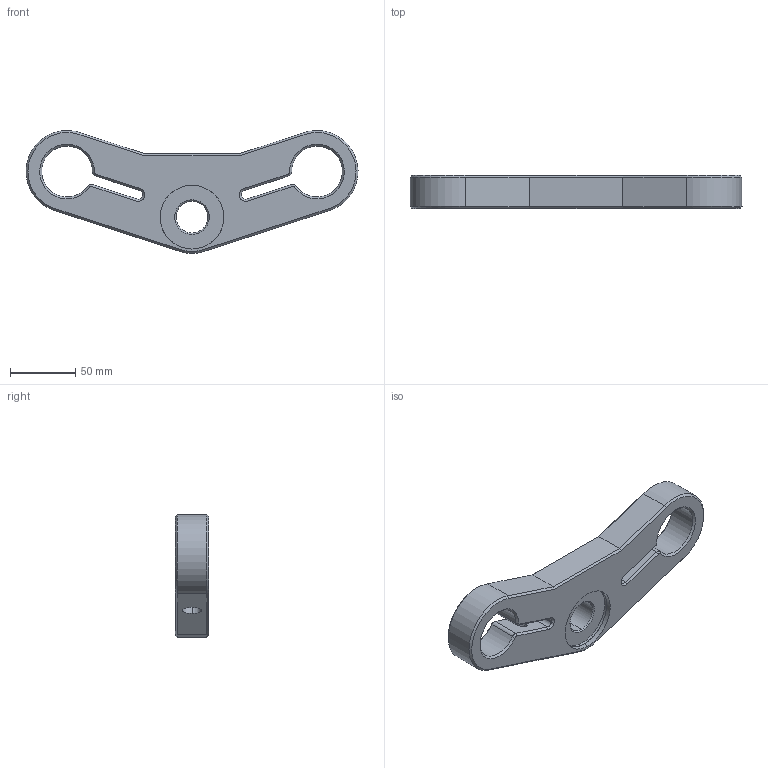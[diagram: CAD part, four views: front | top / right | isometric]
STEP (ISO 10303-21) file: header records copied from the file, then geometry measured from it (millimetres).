
FILE_DESCRIPTION(/* description */ ('Alibre Inc.'),/* implementation_level */ '2;1');
FILE_NAME(/* name */ 'export-823791FF-E9E9-4E95-AF82-4AA250F58C4E',/* time_stamp */ '2019-09-17T08:50:25-04:00',/* author */ (''),/* organization */ (''),/* preprocessor_version */ 'ST-DEVELOPER v17',/* originating_system */ 'Alibre',/* authorisation */ '');
FILE_SCHEMA (('CONFIG_CONTROL_DESIGN'));
Length unit declared in the file: centimetre
Bounding box: 254.99 x 25.4 x 94.41 mm (x, y, z)
Volume: 306497.3 mm3; surface area: 54192.3 mm2
Topology: 1 solids, 1 shells, 103 faces, 235 edges, 136 vertices
Faces by surface type: bspline 101, plane 1, cylinder 1
Full cylindrical faces by diameter (mm): 48.999 x1
Entity records: 3393 total; most frequent: CARTESIAN_POINT 1316, ORIENTED_EDGE 460, DIRECTION 315, EDGE_CURVE 230, VECTOR 140, LINE 140, VERTEX_POINT 136, EDGE_LOOP 120
